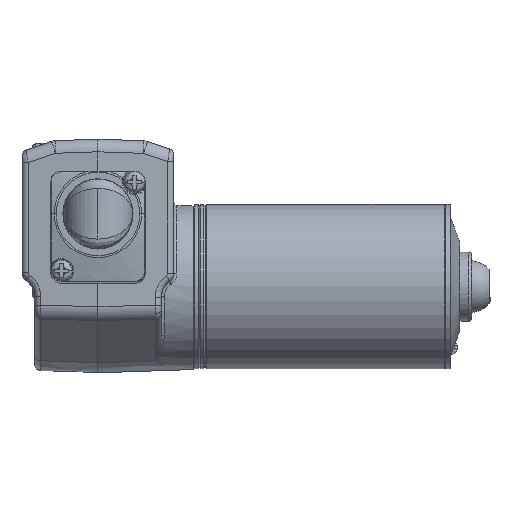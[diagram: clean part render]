
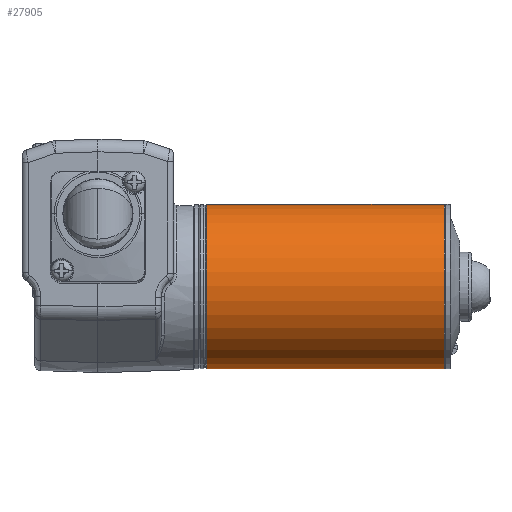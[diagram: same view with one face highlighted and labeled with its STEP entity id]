
A CAD part, top view. The second image highlights one B-rep face of the part: STEP entity #27905.
In plain terms, the highlighted cylindrical face has radius 26 mm (diameter 52 mm), a partial arc.
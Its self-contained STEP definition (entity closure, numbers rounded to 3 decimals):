
#304 = CARTESIAN_POINT ( 'NONE',  ( 123.876, 3.473, 0. ) ) ;
#967 = CARTESIAN_POINT ( 'NONE',  ( 34.376, 3.473, 0. ) ) ;
#1957 = CARTESIAN_POINT ( 'NONE',  ( 109.376, 3.473, 0. ) ) ;
#2771 = DIRECTION ( 'NONE',  ( 0., 1., 0. ) ) ;
#2912 = VECTOR ( 'NONE', #9851, 1000. ) ;
#3756 = VERTEX_POINT ( 'NONE', #967 ) ;
#5350 = VECTOR ( 'NONE', #19489, 1000. ) ;
#5696 = CARTESIAN_POINT ( 'NONE',  ( 123.876, -22.527, 0. ) ) ;
#6271 = VERTEX_POINT ( 'NONE', #1957 ) ;
#6739 = EDGE_CURVE ( 'NONE', #27701, #24809, #8927, .T. ) ;
#6909 = CARTESIAN_POINT ( 'NONE',  ( 109.376, -48.527, 0. ) ) ;
#8120 = ORIENTED_EDGE ( 'NONE', *, *, #29647, .T. ) ;
#8370 = ORIENTED_EDGE ( 'NONE', *, *, #10504, .F. ) ;
#8731 = EDGE_CURVE ( 'NONE', #3756, #6271, #24952, .T. ) ;
#8927 = LINE ( 'NONE', #24031, #5350 ) ;
#9194 = DIRECTION ( 'NONE',  ( 0., 1., 0. ) ) ;
#9851 = DIRECTION ( 'NONE',  ( 1., 0., 0. ) ) ;
#9892 = CARTESIAN_POINT ( 'NONE',  ( 34.376, -22.527, 0. ) ) ;
#10190 = DIRECTION ( 'NONE',  ( 1., 0., 0. ) ) ;
#10312 = AXIS2_PLACEMENT_3D ( 'NONE', #5696, #10190, #9194 ) ;
#10504 = EDGE_CURVE ( 'NONE', #6271, #24809, #28283, .T. ) ;
#11293 = DIRECTION ( 'NONE',  ( 1., 0., 0. ) ) ;
#12438 = DIRECTION ( 'NONE',  ( 0., 1., 0. ) ) ;
#13280 = AXIS2_PLACEMENT_3D ( 'NONE', #9892, #13932, #12438 ) ;
#13798 = CARTESIAN_POINT ( 'NONE',  ( 109.376, -22.527, 0. ) ) ;
#13932 = DIRECTION ( 'NONE',  ( 1., 0., 0. ) ) ;
#14628 = CARTESIAN_POINT ( 'NONE',  ( 34.376, -48.527, 0. ) ) ;
#14771 = AXIS2_PLACEMENT_3D ( 'NONE', #13798, #11293, #2771 ) ;
#19489 = DIRECTION ( 'NONE',  ( 1., 0., 0. ) ) ;
#19972 = ORIENTED_EDGE ( 'NONE', *, *, #6739, .T. ) ;
#23755 = ORIENTED_EDGE ( 'NONE', *, *, #8731, .F. ) ;
#23775 = FACE_OUTER_BOUND ( 'NONE', #28462, .T. ) ;
#23799 = CYLINDRICAL_SURFACE ( 'NONE', #10312, 26. ) ;
#24031 = CARTESIAN_POINT ( 'NONE',  ( 123.876, -48.527, 0. ) ) ;
#24809 = VERTEX_POINT ( 'NONE', #6909 ) ;
#24952 = LINE ( 'NONE', #304, #2912 ) ;
#26004 = CIRCLE ( 'NONE', #13280, 26. ) ;
#27701 = VERTEX_POINT ( 'NONE', #14628 ) ;
#27905 = ADVANCED_FACE ( 'NONE', ( #23775 ), #23799, .T. ) ;
#28283 = CIRCLE ( 'NONE', #14771, 26. ) ;
#28462 = EDGE_LOOP ( 'NONE', ( #8120, #19972, #8370, #23755 ) ) ;
#29647 = EDGE_CURVE ( 'NONE', #3756, #27701, #26004, .T. ) ;
